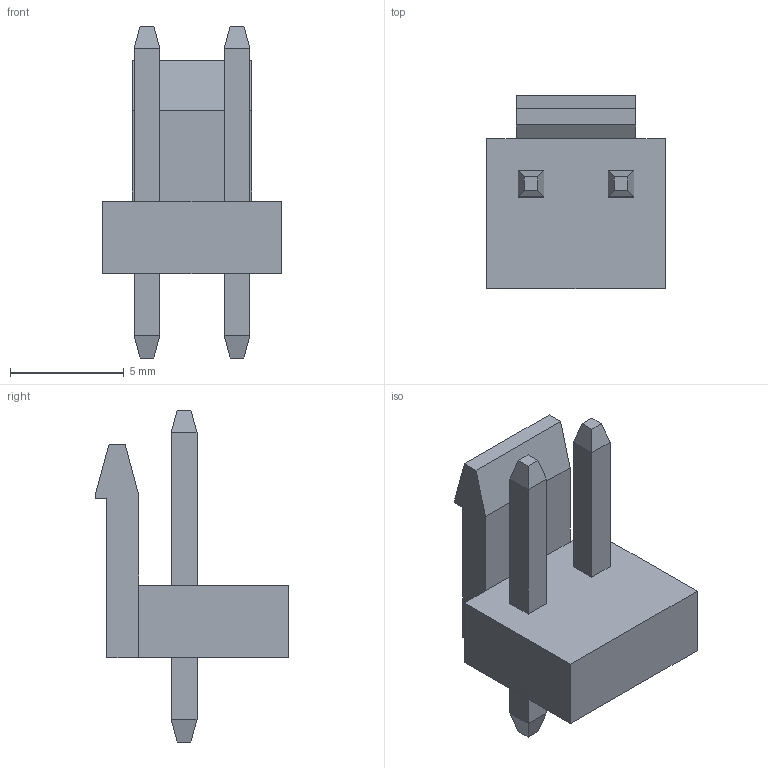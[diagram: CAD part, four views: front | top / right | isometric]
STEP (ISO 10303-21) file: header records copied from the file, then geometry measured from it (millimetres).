
FILE_DESCRIPTION (( 'STEP AP214' ), '1' );
FILE_NAME ('User Library-B2P-VH-Y.STEP', '2017-01-06T21:56:57', ( 'Windows User' ), ( '' ), 'SwSTEP 2.0', 'SolidWorks 2017', '' );
FILE_SCHEMA (( 'AUTOMOTIVE_DESIGN' ));
Length unit declared in the file: millimetre
Products named in the file (3): User Library-B2P-VH-Y_B2P-body yellow; User Library-B2P-VH-Y_PinVH; User Library-B2P-VH-Y
Assembly tree (3 placements, depth 2):
  User Library-B2P-VH-Y
    User Library-B2P-VH-Y_PinVH  x2
    User Library-B2P-VH-Y_B2P-body yellow
Bounding box: 7.86 x 8.5 x 14.6 mm (x, y, z)
Volume: 262.2 mm3; surface area: 457 mm2
Topology: 3 solids, 3 shells, 52 faces, 120 edges, 74 vertices
Faces by surface type: plane 52
Entity records: 1620 total; most frequent: CARTESIAN_POINT 194, ORIENTED_EDGE 184, DIRECTION 180, EDGE_CURVE 92, VECTOR 92, LINE 92, VERTEX_POINT 58, UNCERTAINTY_MEASURE_WITH_UNIT 45
